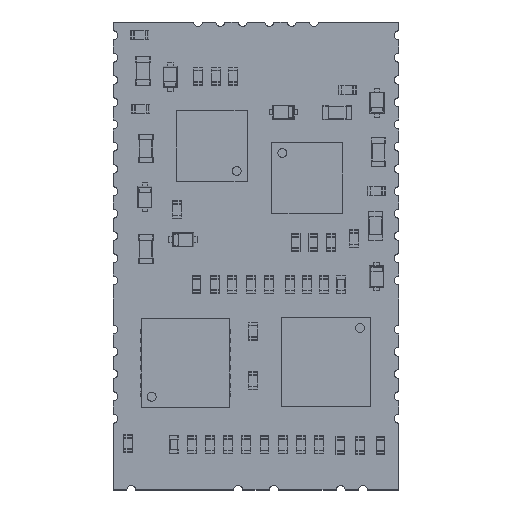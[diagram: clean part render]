
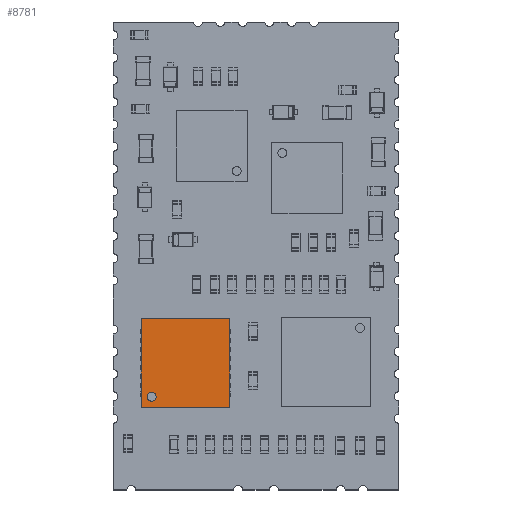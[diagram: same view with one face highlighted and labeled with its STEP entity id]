
A CAD part, top view. The second image highlights one B-rep face of the part: STEP entity #8781.
In plain terms, the highlighted planar face has unit normal (0, 0, 1).
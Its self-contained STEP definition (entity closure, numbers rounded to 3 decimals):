
#4817 = EDGE_CURVE('',#4818,#4820,#4822,.T.);
#4818 = VERTEX_POINT('',#4819);
#4819 = CARTESIAN_POINT('',(-2.488,2.488,0.875));
#4820 = VERTEX_POINT('',#4821);
#4821 = CARTESIAN_POINT('',(2.488,2.488,0.875));
#4822 = LINE('',#4823,#4824);
#4823 = CARTESIAN_POINT('',(-2.488,2.488,0.875));
#4824 = VECTOR('',#4825,1.);
#4825 = DIRECTION('',(1.,0.,0.));
#5818 = EDGE_CURVE('',#4820,#5819,#5821,.T.);
#5819 = VERTEX_POINT('',#5820);
#5820 = CARTESIAN_POINT('',(2.488,-2.488,0.875));
#5821 = LINE('',#5822,#5823);
#5822 = CARTESIAN_POINT('',(2.488,2.488,0.875));
#5823 = VECTOR('',#5824,1.);
#5824 = DIRECTION('',(0.,-1.,0.));
#6808 = EDGE_CURVE('',#6809,#5819,#6811,.T.);
#6809 = VERTEX_POINT('',#6810);
#6810 = CARTESIAN_POINT('',(-2.488,-2.488,0.875));
#6811 = LINE('',#6812,#6813);
#6812 = CARTESIAN_POINT('',(-2.488,-2.488,0.875));
#6813 = VECTOR('',#6814,1.);
#6814 = DIRECTION('',(1.,0.,0.));
#7802 = EDGE_CURVE('',#4818,#6809,#7803,.T.);
#7803 = LINE('',#7804,#7805);
#7804 = CARTESIAN_POINT('',(-2.488,2.488,0.875));
#7805 = VECTOR('',#7806,1.);
#7806 = DIRECTION('',(0.,-1.,0.));
#8781 = ADVANCED_FACE('',(#8782,#8788),#8799,.T.);
#8782 = FACE_BOUND('',#8783,.T.);
#8783 = EDGE_LOOP('',(#8784,#8785,#8786,#8787));
#8784 = ORIENTED_EDGE('',*,*,#4817,.F.);
#8785 = ORIENTED_EDGE('',*,*,#7802,.T.);
#8786 = ORIENTED_EDGE('',*,*,#6808,.T.);
#8787 = ORIENTED_EDGE('',*,*,#5818,.F.);
#8788 = FACE_BOUND('',#8789,.T.);
#8789 = EDGE_LOOP('',(#8790));
#8790 = ORIENTED_EDGE('',*,*,#8791,.T.);
#8791 = EDGE_CURVE('',#8792,#8792,#8794,.T.);
#8792 = VERTEX_POINT('',#8793);
#8793 = CARTESIAN_POINT('',(-1.9,1.65,0.875));
#8794 = CIRCLE('',#8795,0.25);
#8795 = AXIS2_PLACEMENT_3D('',#8796,#8797,#8798);
#8796 = CARTESIAN_POINT('',(-1.9,1.9,0.875));
#8797 = DIRECTION('',(0.,-0.,-1.));
#8798 = DIRECTION('',(0.,-1.,0.));
#8799 = PLANE('',#8800);
#8800 = AXIS2_PLACEMENT_3D('',#8801,#8802,#8803);
#8801 = CARTESIAN_POINT('',(-2.488,2.488,0.875));
#8802 = DIRECTION('',(0.,0.,1.));
#8803 = DIRECTION('',(0.,-1.,0.));
